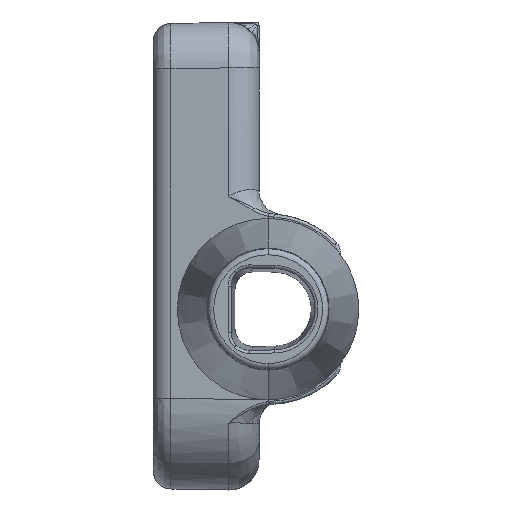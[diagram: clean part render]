
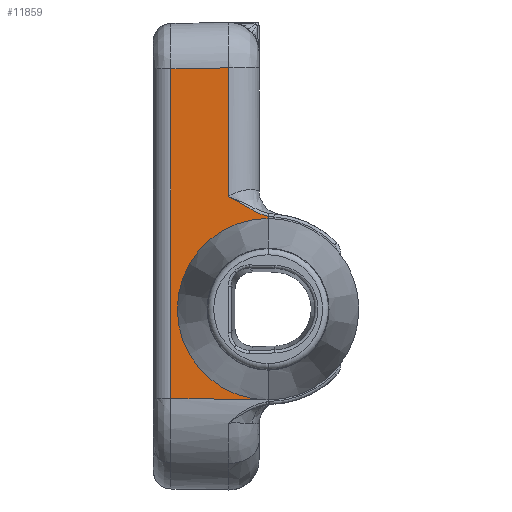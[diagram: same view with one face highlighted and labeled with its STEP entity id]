
A CAD part, left-side view. The second image highlights one B-rep face of the part: STEP entity #11859.
In plain terms, the highlighted planar face has unit normal (-1, 0.018, 0).
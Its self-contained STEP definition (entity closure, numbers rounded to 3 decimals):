
#116 = VERTEX_POINT ( 'NONE', #6366 ) ;
#120 = VECTOR ( 'NONE', #510, 1000. ) ;
#294 = CARTESIAN_POINT ( 'NONE',  ( -10.977, 1.317, 3.719 ) ) ;
#510 = DIRECTION ( 'NONE',  ( -0.017, -1., -0.017 ) ) ;
#512 = VECTOR ( 'NONE', #9063, 1000. ) ;
#813 = VERTEX_POINT ( 'NONE', #15085 ) ;
#1088 = CARTESIAN_POINT ( 'NONE',  ( -10.974, 1.464, 2.499 ) ) ;
#1294 = CARTESIAN_POINT ( 'NONE',  ( -11., 0., 2.5 ) ) ;
#1338 = EDGE_CURVE ( 'NONE', #116, #14932, #12636, .T. ) ;
#1610 = ORIENTED_EDGE ( 'NONE', *, *, #12999, .F. ) ;
#1684 = VECTOR ( 'NONE', #4598, 1000. ) ;
#2089 = LINE ( 'NONE', #3279, #1684 ) ;
#2192 = CARTESIAN_POINT ( 'NONE',  ( -11., 0., -2.5 ) ) ;
#2376 = ORIENTED_EDGE ( 'NONE', *, *, #11297, .F. ) ;
#2879 = CARTESIAN_POINT ( 'NONE',  ( -10.996, 0.243, 3.12 ) ) ;
#3073 = EDGE_CURVE ( 'NONE', #7633, #12795, #15254, .T. ) ;
#3279 = CARTESIAN_POINT ( 'NONE',  ( -11., 0., 0. ) ) ;
#3527 = ORIENTED_EDGE ( 'NONE', *, *, #3858, .T. ) ;
#3793 = DIRECTION ( 'NONE',  ( 0., 0., -1. ) ) ;
#3858 = EDGE_CURVE ( 'NONE', #9133, #16122, #10307, .T. ) ;
#4212 = VECTOR ( 'NONE', #12751, 1000. ) ;
#4598 = DIRECTION ( 'NONE',  ( 0., 0., -1. ) ) ;
#4627 = LINE ( 'NONE', #6212, #4212 ) ;
#4814 = CARTESIAN_POINT ( 'NONE',  ( -10.956, 2.498, 0. ) ) ;
#5098 = ORIENTED_EDGE ( 'NONE', *, *, #10723, .T. ) ;
#5452 = AXIS2_PLACEMENT_3D ( 'NONE', #6825, #15998, #8151 ) ;
#5501 = CARTESIAN_POINT ( 'NONE',  ( -10.992, 0.461, 3.235 ) ) ;
#5707 = CARTESIAN_POINT ( 'NONE',  ( -11., 0., 3.07 ) ) ;
#6212 = CARTESIAN_POINT ( 'NONE',  ( -10.977, 1.317, 7.995 ) ) ;
#6366 = CARTESIAN_POINT ( 'NONE',  ( -10.956, 2.498, 0. ) ) ;
#6772 = PLANE ( 'NONE',  #5452 ) ;
#6803 = CARTESIAN_POINT ( 'NONE',  ( -10.985, 0.88, 3.494 ) ) ;
#6825 = CARTESIAN_POINT ( 'NONE',  ( -11., 0., 0. ) ) ;
#7242 = EDGE_CURVE ( 'NONE', #16122, #7633, #4627, .T. ) ;
#7313 = VERTEX_POINT ( 'NONE', #16835 ) ;
#7335 = CARTESIAN_POINT ( 'NONE',  ( -10.974, 1.464, -2.499 ) ) ;
#7354 = EDGE_CURVE ( 'NONE', #12795, #7313, #10315, .T. ) ;
#7590 = CARTESIAN_POINT ( 'NONE',  ( -10.956, 2.498, 0. ) ) ;
#7602 = EDGE_LOOP ( 'NONE', ( #2376, #15678, #15760, #1610, #3527, #16558, #15999, #15007, #5098 ) ) ;
#7633 = VERTEX_POINT ( 'NONE', #10100 ) ;
#8125 = CARTESIAN_POINT ( 'NONE',  ( -10.979, 1.204, 3.673 ) ) ;
#8151 = DIRECTION ( 'NONE',  ( -0.017, -1., 0. ) ) ;
#8252 = VECTOR ( 'NONE', #14366, 1000. ) ;
#8494 = CARTESIAN_POINT ( 'NONE',  ( -10.977, 1.317, 3.719 ) ) ;
#9063 = DIRECTION ( 'NONE',  ( 0., 0., -1. ) ) ;
#9133 = VERTEX_POINT ( 'NONE', #5707 ) ;
#9229 = VERTEX_POINT ( 'NONE', #15284 ) ;
#9916 = VECTOR ( 'NONE', #3793, 1000. ) ;
#10100 = CARTESIAN_POINT ( 'NONE',  ( -10.977, 1.317, 7.977 ) ) ;
#10206 = CARTESIAN_POINT ( 'NONE',  ( -11., 0., 2.5 ) ) ;
#10307 = B_SPLINE_CURVE_WITH_KNOTS ( 'NONE', 3,
 ( #15921, #2879, #5501, #14665, #6803, #15975, #8125, #294 ),
 .UNSPECIFIED., .F., .F.,
 ( 4, 2, 2, 4 ),
 ( 0., 0.001, 0.001, 0.001 ),
 .UNSPECIFIED. ) ;
#10315 = LINE ( 'NONE', #12983, #9916 ) ;
#10514 = LINE ( 'NONE', #14884, #120 ) ;
#10723 = EDGE_CURVE ( 'NONE', #7313, #813, #10514, .T. ) ;
#11182 =( BOUNDED_CURVE ( )  B_SPLINE_CURVE ( 3, ( #2192, #7335, #12623, #4814 ),
 .UNSPECIFIED., .F., .F. ) 
 B_SPLINE_CURVE_WITH_KNOTS ( ( 4, 4 ),
 ( 4.713, 6.283 ),
 .UNSPECIFIED. ) 
 CURVE ( )  GEOMETRIC_REPRESENTATION_ITEM ( )  RATIONAL_B_SPLINE_CURVE ( ( 1., 0.805, 0.805, 1. ) ) 
 REPRESENTATION_ITEM ( '' )  );
#11297 = EDGE_CURVE ( 'NONE', #9229, #813, #16701, .T. ) ;
#11680 = CARTESIAN_POINT ( 'NONE',  ( -10.934, 3.774, 7.934 ) ) ;
#11859 = ADVANCED_FACE ( 'NONE', ( #13569 ), #6772, .T. ) ;
#12623 = CARTESIAN_POINT ( 'NONE',  ( -10.956, 2.498, -1.464 ) ) ;
#12636 =( BOUNDED_CURVE ( )  B_SPLINE_CURVE ( 3, ( #7590, #12651, #1088, #10206 ),
 .UNSPECIFIED., .F., .F. ) 
 B_SPLINE_CURVE_WITH_KNOTS ( ( 4, 4 ),
 ( 0., 1.57 ),
 .UNSPECIFIED. ) 
 CURVE ( )  GEOMETRIC_REPRESENTATION_ITEM ( )  RATIONAL_B_SPLINE_CURVE ( ( 1., 0.805, 0.805, 1. ) ) 
 REPRESENTATION_ITEM ( '' )  );
#12651 = CARTESIAN_POINT ( 'NONE',  ( -10.956, 2.498, 1.464 ) ) ;
#12751 = DIRECTION ( 'NONE',  ( 0., 0., 1. ) ) ;
#12795 = VERTEX_POINT ( 'NONE', #13264 ) ;
#12983 = CARTESIAN_POINT ( 'NONE',  ( -10.944, 3.21, -2.934 ) ) ;
#12999 = EDGE_CURVE ( 'NONE', #9133, #14932, #2089, .T. ) ;
#13080 = EDGE_CURVE ( 'NONE', #9229, #116, #11182, .T. ) ;
#13264 = CARTESIAN_POINT ( 'NONE',  ( -10.944, 3.21, 7.944 ) ) ;
#13569 = FACE_OUTER_BOUND ( 'NONE', #7602, .T. ) ;
#14366 = DIRECTION ( 'NONE',  ( 0.017, 1., -0.017 ) ) ;
#14665 = CARTESIAN_POINT ( 'NONE',  ( -10.986, 0.776, 3.427 ) ) ;
#14884 = CARTESIAN_POINT ( 'NONE',  ( -10.996, 0.248, -2.996 ) ) ;
#14932 = VERTEX_POINT ( 'NONE', #1294 ) ;
#15007 = ORIENTED_EDGE ( 'NONE', *, *, #7354, .T. ) ;
#15085 = CARTESIAN_POINT ( 'NONE',  ( -11., 0., -3. ) ) ;
#15254 = LINE ( 'NONE', #11680, #8252 ) ;
#15284 = CARTESIAN_POINT ( 'NONE',  ( -11., 0., -2.5 ) ) ;
#15649 = CARTESIAN_POINT ( 'NONE',  ( -11., 0., 0. ) ) ;
#15678 = ORIENTED_EDGE ( 'NONE', *, *, #13080, .T. ) ;
#15760 = ORIENTED_EDGE ( 'NONE', *, *, #1338, .T. ) ;
#15921 = CARTESIAN_POINT ( 'NONE',  ( -11., 0., 3.07 ) ) ;
#15975 = CARTESIAN_POINT ( 'NONE',  ( -10.981, 1.093, 3.617 ) ) ;
#15998 = DIRECTION ( 'NONE',  ( -1., 0.017, 0. ) ) ;
#15999 = ORIENTED_EDGE ( 'NONE', *, *, #3073, .T. ) ;
#16122 = VERTEX_POINT ( 'NONE', #8494 ) ;
#16558 = ORIENTED_EDGE ( 'NONE', *, *, #7242, .T. ) ;
#16701 = LINE ( 'NONE', #15649, #512 ) ;
#16835 = CARTESIAN_POINT ( 'NONE',  ( -10.944, 3.21, -2.944 ) ) ;
